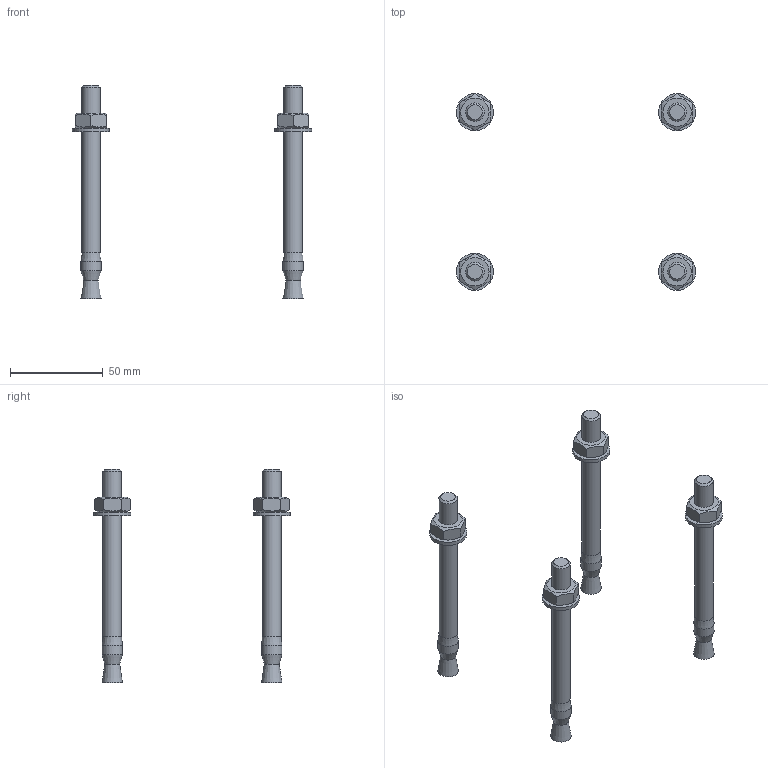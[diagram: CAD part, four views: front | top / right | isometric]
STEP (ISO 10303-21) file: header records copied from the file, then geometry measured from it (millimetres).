
FILE_DESCRIPTION(/* description */ ('Fixanker M10x115 verz.'),/* implementation_level */ '2;1');
FILE_NAME(/* name */ 'SZ1735V_A.stp',/* time_stamp */ '2015-11-18T16:07:08+01:00',/* author */ ('marina kaa'),/* organization */ (''),/* preprocessor_version */ 'ST-DEVELOPER v15.6',/* originating_system */ 'Autodesk Inventor 2015',/* authorisation */ 'Anzahl');
FILE_SCHEMA (('AUTOMOTIVE_DESIGN { 1 0 10303 214 3 1 1 }'));
Length unit declared in the file: millimetre
Products named in the file (4): MK3900101_A; DK0125100000_A; DK0934100001_A; SZ1735V_A
Bounding box: 129 x 106 x 115 mm (x, y, z)
Volume: 43938 mm3; surface area: 21642.6 mm2
Topology: 12 solids, 12 shells, 100 faces, 196 edges, 120 vertices
Faces by surface type: plane 48, cone 32, cylinder 20
Full cylindrical faces by diameter (mm): 8.376 x4, 10 x4, 10.5 x4, 11 x4, 20 x4
Entity records: 723 total; most frequent: CARTESIAN_POINT 129, DIRECTION 122, ORIENTED_EDGE 70, AXIS2_PLACEMENT_3D 58, EDGE_LOOP 42, EDGE_CURVE 35, VERTEX_POINT 29, FACE_OUTER_BOUND 25
